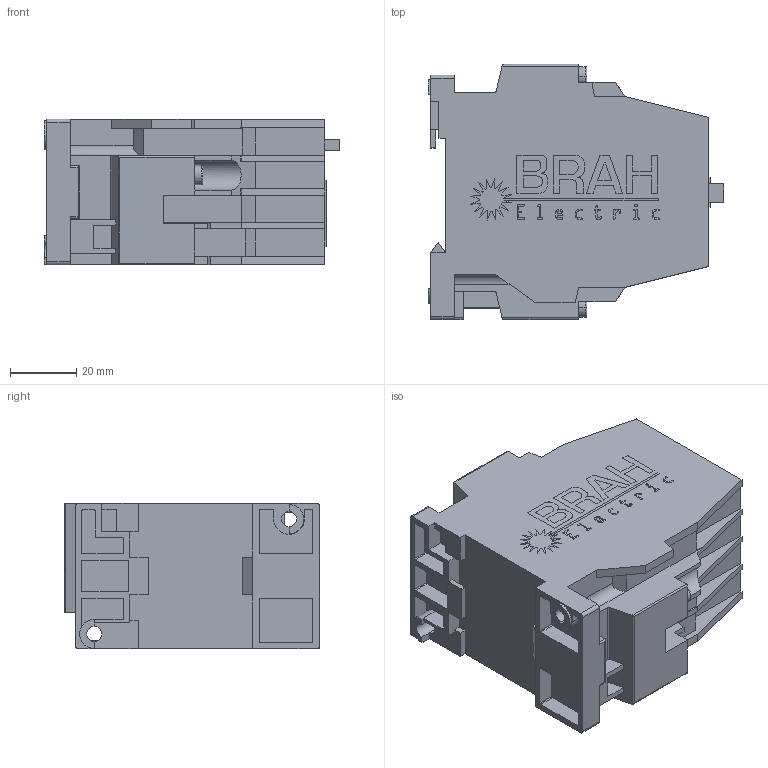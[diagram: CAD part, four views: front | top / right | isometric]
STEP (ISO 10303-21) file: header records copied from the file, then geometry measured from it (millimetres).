
FILE_DESCRIPTION (( 'STEP AP214' ), '1' );
FILE_NAME ('B3TH8022.STEP', '2023-06-29T10:40:55', ( '' ), ( '' ), 'SwSTEP 2.0', 'SolidWorks 2022', '' );
FILE_SCHEMA (( 'AUTOMOTIVE_DESIGN' ));
Length unit declared in the file: millimetre
Products named in the file (1): B3TH8022
Bounding box: 89.25 x 77 x 44 mm (x, y, z)
Volume: 208063.6 mm3; surface area: 30599 mm2
Topology: 1 solids, 1 shells, 583 faces, 1616 edges, 1072 vertices
Faces by surface type: plane 388, cylinder 102, bspline 89, torus 4
Entity records: 21195 total; most frequent: CARTESIAN_POINT 6694, ORIENTED_EDGE 3232, DIRECTION 2610, EDGE_CURVE 1616, LINE 1226, VECTOR 1226, VERTEX_POINT 1072, AXIS2_PLACEMENT_3D 692
